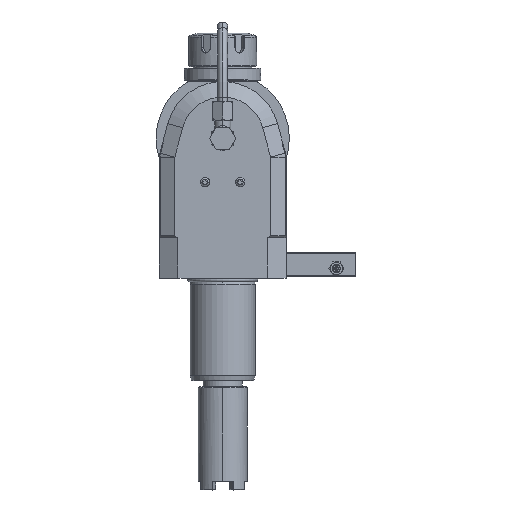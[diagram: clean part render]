
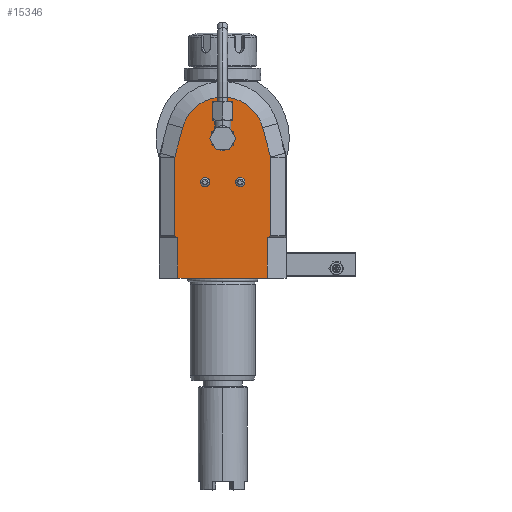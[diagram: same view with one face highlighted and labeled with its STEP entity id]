
A CAD part, top view. The second image highlights one B-rep face of the part: STEP entity #15346.
In plain terms, the highlighted planar face has unit normal (0, 0, 1).
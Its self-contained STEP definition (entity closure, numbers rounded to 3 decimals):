
#281=DIRECTION('',(-1.,0.,0.));
#282=VECTOR('',#281,55.);
#283=CARTESIAN_POINT('',(27.5,-86.,40.));
#284=LINE('',#283,#282);
#463=DIRECTION('',(0.,-1.,0.));
#464=VECTOR('',#463,25.);
#465=CARTESIAN_POINT('',(27.5,-61.,40.));
#466=LINE('',#465,#464);
#467=DIRECTION('',(0.,1.,0.));
#468=VECTOR('',#467,25.);
#469=CARTESIAN_POINT('',(-27.5,-86.,40.));
#470=LINE('',#469,#468);
#471=DIRECTION('',(0.894,-0.447,0.));
#472=VECTOR('',#471,2.236);
#473=CARTESIAN_POINT('',(-29.5,-60.,40.));
#474=LINE('',#473,#472);
#475=DIRECTION('',(0.,-1.,0.));
#476=VECTOR('',#475,48.363);
#477=CARTESIAN_POINT('',(-29.5,-11.637,40.));
#478=LINE('',#477,#476);
#479=CARTESIAN_POINT('',(-29.,-11.637,40.));
#480=DIRECTION('',(0.,0.,1.));
#481=DIRECTION('',(-0.966,0.259,0.));
#482=AXIS2_PLACEMENT_3D('',#479,#480,#481);
#484=DIRECTION('',(-0.259,-0.966,0.));
#485=VECTOR('',#484,18.746);
#486=CARTESIAN_POINT('',(-24.631,6.6,40.));
#487=LINE('',#486,#485);
#488=CARTESIAN_POINT('',(0.,0.,40.));
#489=DIRECTION('',(0.,0.,1.));
#490=DIRECTION('',(0.966,0.259,0.));
#491=AXIS2_PLACEMENT_3D('',#488,#489,#490);
#493=DIRECTION('',(-0.259,0.966,0.));
#494=VECTOR('',#493,18.746);
#495=CARTESIAN_POINT('',(29.483,-11.507,40.));
#496=LINE('',#495,#494);
#497=CARTESIAN_POINT('',(29.,-11.637,40.));
#498=DIRECTION('',(0.,0.,1.));
#499=DIRECTION('',(1.,0.,0.));
#500=AXIS2_PLACEMENT_3D('',#497,#498,#499);
#502=DIRECTION('',(0.,1.,0.));
#503=VECTOR('',#502,48.363);
#504=CARTESIAN_POINT('',(29.5,-60.,40.));
#505=LINE('',#504,#503);
#506=DIRECTION('',(0.894,0.447,0.));
#507=VECTOR('',#506,2.236);
#508=CARTESIAN_POINT('',(27.5,-61.,40.));
#509=LINE('',#508,#507);
#510=CARTESIAN_POINT('',(0.,0.,40.));
#511=DIRECTION('',(0.,0.,1.));
#512=DIRECTION('',(1.,0.,0.));
#513=AXIS2_PLACEMENT_3D('',#510,#511,#512);
#515=CARTESIAN_POINT('',(0.,0.,40.));
#516=DIRECTION('',(0.,0.,1.));
#517=DIRECTION('',(-1.,0.,0.));
#518=AXIS2_PLACEMENT_3D('',#515,#516,#517);
#520=CARTESIAN_POINT('',(10.864,-26.888,40.));
#521=DIRECTION('',(0.,0.,1.));
#522=DIRECTION('',(-1.,0.,0.));
#523=AXIS2_PLACEMENT_3D('',#520,#521,#522);
#525=CARTESIAN_POINT('',(10.864,-26.888,40.));
#526=DIRECTION('',(0.,0.,1.));
#527=DIRECTION('',(1.,0.,0.));
#528=AXIS2_PLACEMENT_3D('',#525,#526,#527);
#530=CARTESIAN_POINT('',(-10.864,-26.888,40.));
#531=DIRECTION('',(0.,0.,1.));
#532=DIRECTION('',(-1.,0.,0.));
#533=AXIS2_PLACEMENT_3D('',#530,#531,#532);
#535=CARTESIAN_POINT('',(-10.864,-26.888,40.));
#536=DIRECTION('',(0.,0.,1.));
#537=DIRECTION('',(1.,0.,0.));
#538=AXIS2_PLACEMENT_3D('',#535,#536,#537);
#13407=CARTESIAN_POINT('',(24.631,6.6,40.));
#13408=CARTESIAN_POINT('',(-24.631,6.6,40.));
#13409=VERTEX_POINT('',#13407);
#13410=VERTEX_POINT('',#13408);
#13415=CARTESIAN_POINT('',(-29.483,-11.507,40.));
#13416=VERTEX_POINT('',#13415);
#13417=CARTESIAN_POINT('',(29.483,-11.507,40.));
#13418=VERTEX_POINT('',#13417);
#13419=CARTESIAN_POINT('',(-29.5,-11.637,40.));
#13420=VERTEX_POINT('',#13419);
#13421=CARTESIAN_POINT('',(29.5,-11.637,40.));
#13422=VERTEX_POINT('',#13421);
#13440=CARTESIAN_POINT('',(29.5,-60.,40.));
#13442=VERTEX_POINT('',#13440);
#13449=CARTESIAN_POINT('',(-29.5,-60.,40.));
#13450=VERTEX_POINT('',#13449);
#13745=CARTESIAN_POINT('',(-13.714,-26.888,40.));
#13746=CARTESIAN_POINT('',(-8.014,-26.888,40.));
#13747=VERTEX_POINT('',#13745);
#13748=VERTEX_POINT('',#13746);
#13781=CARTESIAN_POINT('',(8.014,-26.888,40.));
#13782=CARTESIAN_POINT('',(13.714,-26.888,40.));
#13783=VERTEX_POINT('',#13781);
#13784=VERTEX_POINT('',#13782);
#13978=CARTESIAN_POINT('',(27.5,-61.,40.));
#13979=VERTEX_POINT('',#13978);
#13980=CARTESIAN_POINT('',(-27.5,-61.,40.));
#13981=VERTEX_POINT('',#13980);
#14577=CARTESIAN_POINT('',(6.5,0.,40.));
#14578=CARTESIAN_POINT('',(-6.5,0.,40.));
#14579=VERTEX_POINT('',#14577);
#14580=VERTEX_POINT('',#14578);
#14741=CARTESIAN_POINT('',(-27.5,-86.,40.));
#14743=VERTEX_POINT('',#14741);
#14746=CARTESIAN_POINT('',(27.5,-86.,40.));
#14748=VERTEX_POINT('',#14746);
#15299=CARTESIAN_POINT('',(0.,0.,40.));
#15300=DIRECTION('',(0.,0.,1.));
#15301=DIRECTION('',(1.,0.,0.));
#15302=AXIS2_PLACEMENT_3D('',#15299,#15300,#15301);
#15303=PLANE('',#15302);
#15305=ORIENTED_EDGE('',*,*,#15304,.T.);
#15306=ORIENTED_EDGE('',*,*,#15240,.T.);
#15307=ORIENTED_EDGE('',*,*,#15290,.T.);
#15309=ORIENTED_EDGE('',*,*,#15308,.F.);
#15311=ORIENTED_EDGE('',*,*,#15310,.F.);
#15313=ORIENTED_EDGE('',*,*,#15312,.F.);
#15315=ORIENTED_EDGE('',*,*,#15314,.F.);
#15317=ORIENTED_EDGE('',*,*,#15316,.F.);
#15319=ORIENTED_EDGE('',*,*,#15318,.F.);
#15321=ORIENTED_EDGE('',*,*,#15320,.F.);
#15323=ORIENTED_EDGE('',*,*,#15322,.F.);
#15325=ORIENTED_EDGE('',*,*,#15324,.F.);
#15326=EDGE_LOOP('',(#15305,#15306,#15307,#15309,#15311,#15313,#15315,#15317,
#15319,#15321,#15323,#15325));
#15327=FACE_OUTER_BOUND('',#15326,.F.);
#15329=ORIENTED_EDGE('',*,*,#15328,.T.);
#15331=ORIENTED_EDGE('',*,*,#15330,.T.);
#15332=EDGE_LOOP('',(#15329,#15331));
#15333=FACE_BOUND('',#15332,.F.);
#15335=ORIENTED_EDGE('',*,*,#15334,.T.);
#15337=ORIENTED_EDGE('',*,*,#15336,.T.);
#15338=EDGE_LOOP('',(#15335,#15337));
#15339=FACE_BOUND('',#15338,.F.);
#15341=ORIENTED_EDGE('',*,*,#15340,.T.);
#15343=ORIENTED_EDGE('',*,*,#15342,.T.);
#15344=EDGE_LOOP('',(#15341,#15343));
#15345=FACE_BOUND('',#15344,.F.);
#483=CIRCLE('',#482,0.5);
#492=CIRCLE('',#491,25.5);
#501=CIRCLE('',#500,0.5);
#514=CIRCLE('',#513,6.5);
#519=CIRCLE('',#518,6.5);
#524=CIRCLE('',#523,2.85);
#529=CIRCLE('',#528,2.85);
#534=CIRCLE('',#533,2.85);
#539=CIRCLE('',#538,2.85);
#15240=EDGE_CURVE('',#14748,#14743,#284,.T.);
#15290=EDGE_CURVE('',#14743,#13981,#470,.T.);
#15304=EDGE_CURVE('',#13979,#14748,#466,.T.);
#15308=EDGE_CURVE('',#13450,#13981,#474,.T.);
#15310=EDGE_CURVE('',#13420,#13450,#478,.T.);
#15312=EDGE_CURVE('',#13416,#13420,#483,.T.);
#15314=EDGE_CURVE('',#13410,#13416,#487,.T.);
#15316=EDGE_CURVE('',#13409,#13410,#492,.T.);
#15318=EDGE_CURVE('',#13418,#13409,#496,.T.);
#15320=EDGE_CURVE('',#13422,#13418,#501,.T.);
#15322=EDGE_CURVE('',#13442,#13422,#505,.T.);
#15324=EDGE_CURVE('',#13979,#13442,#509,.T.);
#15328=EDGE_CURVE('',#14579,#14580,#514,.T.);
#15330=EDGE_CURVE('',#14580,#14579,#519,.T.);
#15334=EDGE_CURVE('',#13783,#13784,#524,.T.);
#15336=EDGE_CURVE('',#13784,#13783,#529,.T.);
#15340=EDGE_CURVE('',#13747,#13748,#534,.T.);
#15342=EDGE_CURVE('',#13748,#13747,#539,.T.);
#15346=ADVANCED_FACE('',(#15327,#15333,#15339,#15345),#15303,.T.);
